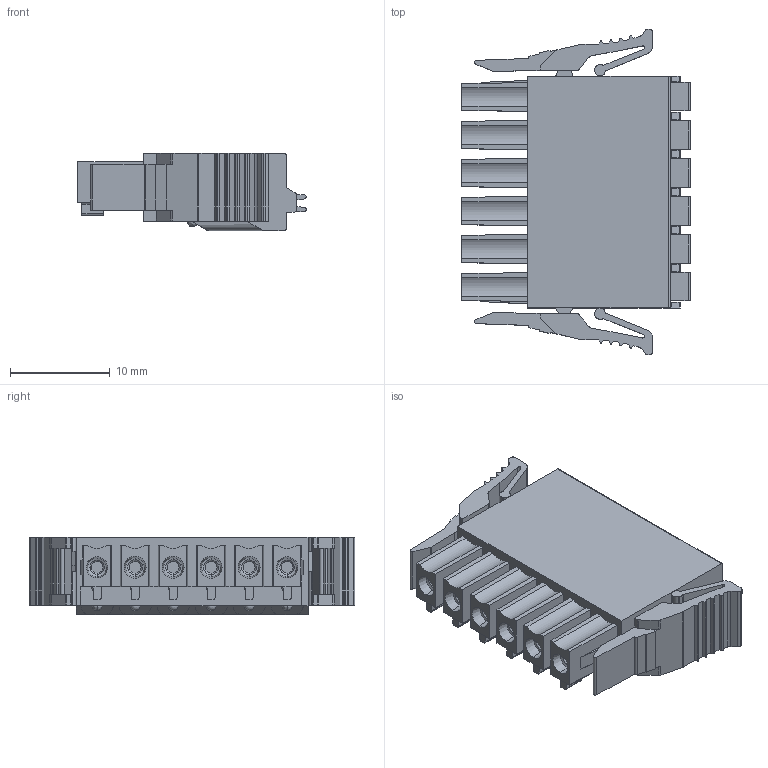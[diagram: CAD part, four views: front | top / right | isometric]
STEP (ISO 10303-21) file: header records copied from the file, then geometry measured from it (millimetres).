
FILE_DESCRIPTION((''),'2;1');
FILE_NAME('TLPSL-107-04P-X','2024-09-24T',('sheji'),(''),'PRO/ENGINEER BY PARAMETRIC TECHNOLOGY CORPORATION, 2015240','PRO/ENGINEER BY PARAMETRIC TECHNOLOGY CORPORATION, 2015240','');
FILE_SCHEMA(('CONFIG_CONTROL_DESIGN'));
Length unit declared in the file: millimetre
Products named in the file (1): TLPSL-107-04P-X
Bounding box: 22.9 x 32.66 x 7.75 mm (x, y, z)
Volume: 3119 mm3; surface area: 2994.9 mm2
Topology: 1 solids, 1 shells, 568 faces, 1613 edges, 1076 vertices
Faces by surface type: plane 314, cylinder 192, cone 36, torus 12, sphere 8, bspline 6
Entity records: 19097 total; most frequent: CARTESIAN_POINT 3895, ORIENTED_EDGE 3218, DIRECTION 3201, EDGE_CURVE 1609, AXIS2_PLACEMENT_3D 1090, VERTEX_POINT 1076, VECTOR 1021, LINE 1021
